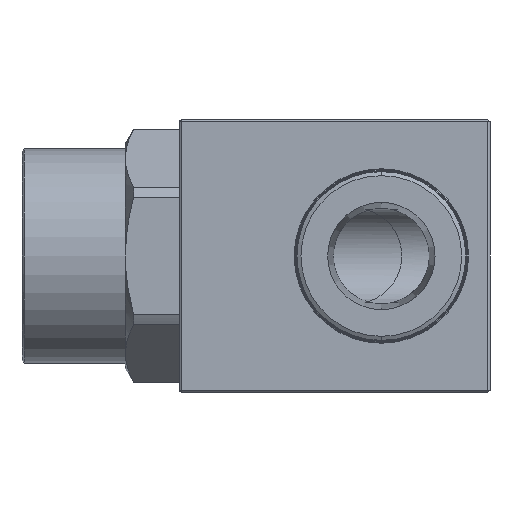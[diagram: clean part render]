
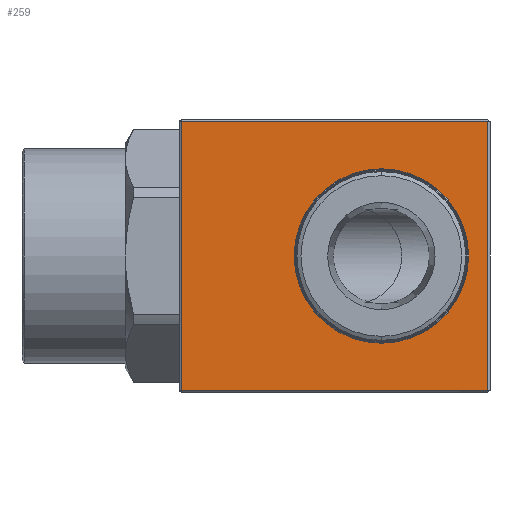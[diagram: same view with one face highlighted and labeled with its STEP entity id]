
A CAD part, front view. The second image highlights one B-rep face of the part: STEP entity #259.
In plain terms, the highlighted planar face has unit normal (0, -1, 0).
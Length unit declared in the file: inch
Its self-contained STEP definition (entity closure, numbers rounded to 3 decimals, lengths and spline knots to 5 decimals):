
#180 = ORIENTED_EDGE ( 'NONE', *, *, #1075, .F. ) ;
#181 = EDGE_LOOP ( 'NONE', ( #182, #240, #243, #246 ) ) ;
#182 = ORIENTED_EDGE ( 'NONE', *, *, #183, .T. ) ;
#183 = EDGE_CURVE ( 'NONE', #184, #185, #1394, .T. ) ;
#184 = VERTEX_POINT ( 'NONE', #1390 ) ;
#185 = VERTEX_POINT ( 'NONE', #1389 ) ;
#240 = ORIENTED_EDGE ( 'NONE', *, *, #241, .T. ) ;
#241 = EDGE_CURVE ( 'NONE', #185, #242, #1508, .T. ) ;
#242 = VERTEX_POINT ( 'NONE', #1504 ) ;
#243 = ORIENTED_EDGE ( 'NONE', *, *, #244, .T. ) ;
#244 = EDGE_CURVE ( 'NONE', #242, #245, #1503, .T. ) ;
#245 = VERTEX_POINT ( 'NONE', #1549 ) ;
#246 = ORIENTED_EDGE ( 'NONE', *, *, #247, .T. ) ;
#247 = EDGE_CURVE ( 'NONE', #245, #184, #1548, .T. ) ;
#259 = ADVANCED_FACE ( 'NONE', ( #1532, #1531 ), #1573, .T. ) ;
#260 = EDGE_LOOP ( 'NONE', ( #261, #180 ) ) ;
#261 = ORIENTED_EDGE ( 'NONE', *, *, #262, .F. ) ;
#262 = EDGE_CURVE ( 'NONE', #1062, #1032, #1568, .T. ) ;
#1032 = VERTEX_POINT ( 'NONE', #2996 ) ;
#1062 = VERTEX_POINT ( 'NONE', #3053 ) ;
#1075 = EDGE_CURVE ( 'NONE', #1032, #1062, #3079, .T. ) ;
#1389 = CARTESIAN_POINT ( 'NONE',  ( -0.4999, -0.64, 0.63 ) ) ;
#1390 = CARTESIAN_POINT ( 'NONE',  ( 0.939, -0.64, 0.63 ) ) ;
#1391 = DIRECTION ( 'NONE',  ( -1., 0., 0. ) ) ;
#1392 = VECTOR ( 'NONE', #1391, 39.37008 ) ;
#1393 = CARTESIAN_POINT ( 'NONE',  ( -0.5099, -0.64, 0.63 ) ) ;
#1394 = LINE ( 'NONE', #1393, #1392 ) ;
#1502 = CARTESIAN_POINT ( 'NONE',  ( 0.949, -0.64, -0.63 ) ) ;
#1503 = LINE ( 'NONE', #1502, #1551 ) ;
#1504 = CARTESIAN_POINT ( 'NONE',  ( -0.4999, -0.64, -0.63 ) ) ;
#1505 = DIRECTION ( 'NONE',  ( 0., 0., -1. ) ) ;
#1506 = VECTOR ( 'NONE', #1505, 39.37008 ) ;
#1507 = CARTESIAN_POINT ( 'NONE',  ( -0.4999, -0.64, -0.64 ) ) ;
#1508 = LINE ( 'NONE', #1507, #1506 ) ;
#1531 = FACE_OUTER_BOUND ( 'NONE', #181, .T. ) ;
#1532 = FACE_BOUND ( 'NONE', #260, .T. ) ;
#1545 = DIRECTION ( 'NONE',  ( 0., 0., 1. ) ) ;
#1546 = VECTOR ( 'NONE', #1545, 39.37008 ) ;
#1547 = CARTESIAN_POINT ( 'NONE',  ( 0.939, -0.64, -2.58082 ) ) ;
#1548 = LINE ( 'NONE', #1547, #1546 ) ;
#1549 = CARTESIAN_POINT ( 'NONE',  ( 0.939, -0.64, -0.63 ) ) ;
#1550 = DIRECTION ( 'NONE',  ( 1., 0., 0. ) ) ;
#1551 = VECTOR ( 'NONE', #1550, 39.37008 ) ;
#1564 = DIRECTION ( 'NONE',  ( 0., 0., -1. ) ) ;
#1565 = DIRECTION ( 'NONE',  ( 0., -1., 0. ) ) ;
#1566 = CARTESIAN_POINT ( 'NONE',  ( 0.43835, -0.64, 0. ) ) ;
#1567 = AXIS2_PLACEMENT_3D ( 'NONE', #1566, #1565, #1564 ) ;
#1568 = CIRCLE ( 'NONE', #1567, 0.41 ) ;
#1569 = DIRECTION ( 'NONE',  ( 1., 0., 0. ) ) ;
#1570 = DIRECTION ( 'NONE',  ( 0., -1., 0. ) ) ;
#1571 = CARTESIAN_POINT ( 'NONE',  ( 0.949, -0.64, -2.58082 ) ) ;
#1572 = AXIS2_PLACEMENT_3D ( 'NONE', #1571, #1570, #1569 ) ;
#1573 = PLANE ( 'NONE',  #1572 ) ;
#2996 = CARTESIAN_POINT ( 'NONE',  ( 0.43835, -0.64, -0.41 ) ) ;
#3053 = CARTESIAN_POINT ( 'NONE',  ( 0.43835, -0.64, 0.41 ) ) ;
#3075 = DIRECTION ( 'NONE',  ( 0., 0., -1. ) ) ;
#3076 = DIRECTION ( 'NONE',  ( 0., -1., 0. ) ) ;
#3077 = CARTESIAN_POINT ( 'NONE',  ( 0.43835, -0.64, 0. ) ) ;
#3078 = AXIS2_PLACEMENT_3D ( 'NONE', #3077, #3076, #3075 ) ;
#3079 = CIRCLE ( 'NONE', #3078, 0.41 ) ;
